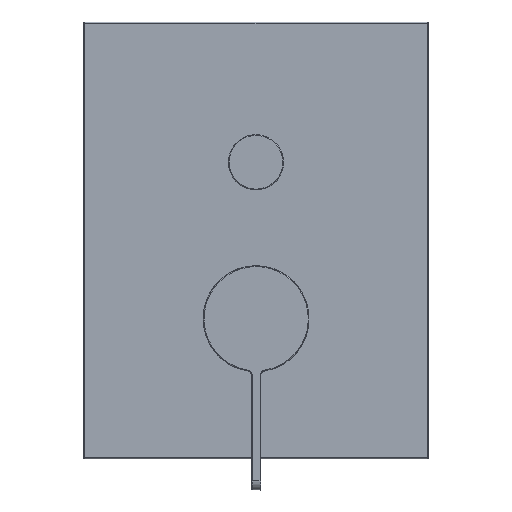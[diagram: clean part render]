
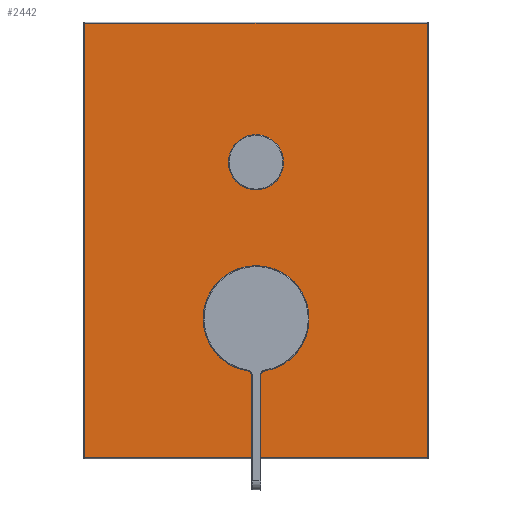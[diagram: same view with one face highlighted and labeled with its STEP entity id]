
A CAD part, front view. The second image highlights one B-rep face of the part: STEP entity #2442.
In plain terms, the highlighted face is planar.
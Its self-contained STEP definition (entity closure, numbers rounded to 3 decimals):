
#211=PLANE('',#2833);
#353=FACE_OUTER_BOUND('',#527,.T.);
#527=EDGE_LOOP('',(#2138,#2139,#2140,#2141));
#676=LINE('',#5552,#833);
#677=LINE('',#5554,#834);
#678=LINE('',#5556,#835);
#679=LINE('',#5557,#836);
#833=VECTOR('',#3539,189.);
#834=VECTOR('',#3540,149.);
#835=VECTOR('',#3541,189.);
#836=VECTOR('',#3542,149.);
#1203=VERTEX_POINT('',#5550);
#1204=VERTEX_POINT('',#5551);
#1205=VERTEX_POINT('',#5553);
#1206=VERTEX_POINT('',#5555);
#1519=EDGE_CURVE('',#1203,#1204,#676,.T.);
#1520=EDGE_CURVE('',#1204,#1205,#677,.T.);
#1521=EDGE_CURVE('',#1205,#1206,#678,.T.);
#1522=EDGE_CURVE('',#1206,#1203,#679,.T.);
#2138=ORIENTED_EDGE('',*,*,#1519,.T.);
#2139=ORIENTED_EDGE('',*,*,#1520,.T.);
#2140=ORIENTED_EDGE('',*,*,#1521,.T.);
#2141=ORIENTED_EDGE('',*,*,#1522,.T.);
#2442=ADVANCED_FACE('',(#353),#211,.T.);
#2833=AXIS2_PLACEMENT_3D('',#5549,#3537,#3538);
#3537=DIRECTION('center_axis',(0.,0.,
1.));
#3538=DIRECTION('ref_axis',(0.,-1.,0.));
#3539=DIRECTION('',(1.,0.,0.));
#3540=DIRECTION('',(0.,1.,0.));
#3541=DIRECTION('',(-1.,0.,0.));
#3542=DIRECTION('',(0.,-1.,0.));
#5549=CARTESIAN_POINT('Origin',(-105.,-210.,-75.));
#5550=CARTESIAN_POINT('',(-199.5,-284.5,-75.));
#5551=CARTESIAN_POINT('',(-10.5,-284.5,-75.));
#5552=CARTESIAN_POINT('',(-199.5,-284.5,-75.));
#5553=CARTESIAN_POINT('',(-10.5,-135.5,-75.));
#5554=CARTESIAN_POINT('',(-10.5,-284.5,-75.));
#5555=CARTESIAN_POINT('',(-199.5,-135.5,-75.));
#5556=CARTESIAN_POINT('',(-10.5,-135.5,-75.));
#5557=CARTESIAN_POINT('',(-199.5,-135.5,-75.));
